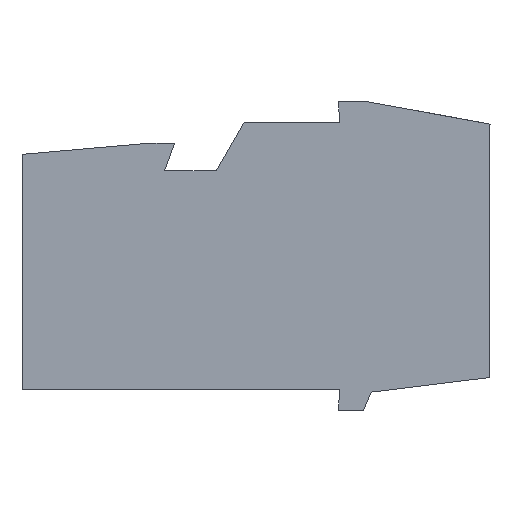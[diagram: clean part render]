
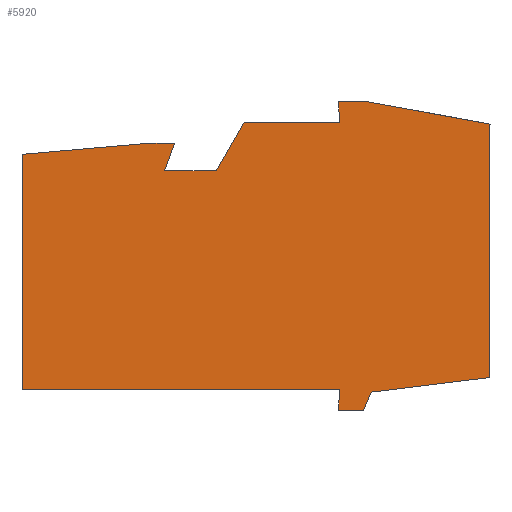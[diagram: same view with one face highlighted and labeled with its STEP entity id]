
A CAD part, left-side view. The second image highlights one B-rep face of the part: STEP entity #5920.
In plain terms, the highlighted face is planar.
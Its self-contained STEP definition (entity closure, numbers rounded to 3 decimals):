
#3930=CARTESIAN_POINT('',(-15.353,-24.313,
-22.15));
#3940=DIRECTION('',(-0.18,0.984,
0.));
#3950=VECTOR('',#3940,1.);
#3960=LINE('',#3930,#3950);
#3970=CARTESIAN_POINT('',(-15.411,-24.,
-22.15));
#3980=VERTEX_POINT('',#3970);
#3990=CARTESIAN_POINT('',(-16.7,-16.946,
-22.15));
#4000=VERTEX_POINT('',#3990);
#4010=EDGE_CURVE('',#3980,#4000,#3960,.T.);
#4390=CARTESIAN_POINT('',(-16.7,-30.358,
-22.15));
#4400=DIRECTION('',(0.,-1.,0.));
#4410=VECTOR('',#4400,1.);
#4420=LINE('',#4390,#4410);
#4430=CARTESIAN_POINT('',(-16.7,-15.241,
-22.15));
#4440=VERTEX_POINT('',#4430);
#4450=EDGE_CURVE('',#4440,#4000,#4420,.T.);
#4730=CARTESIAN_POINT('',(-8.163,-23.431,
-22.15));
#4740=DIRECTION('',(0.,0.,-1.));
#4750=DIRECTION('',(0.993,0.122,
0.));
#4760=AXIS2_PLACEMENT_3D('',#4730,#4740,#4750);
#4770=PLANE('',#4760);
#4780=ORIENTED_EDGE('',*,*,#4010,.T.);
#4790=CARTESIAN_POINT('',(-8.093,-24.,
-22.15));
#4800=DIRECTION('',(1.,0.,0.));
#4810=VECTOR('',#4800,1.);
#4820=LINE('',#4790,#4810);
#4830=CARTESIAN_POINT('',(-0.789,-24.,
-22.15));
#4840=VERTEX_POINT('',#4830);
#4850=EDGE_CURVE('',#3980,#4840,#4820,.T.);
#4860=ORIENTED_EDGE('',*,*,#4850,.F.);
#4870=CARTESIAN_POINT('',(-0.621,-22.627,
-22.15));
#4880=DIRECTION('',(0.122,0.993,
0.));
#4890=VECTOR('',#4880,1.);
#4900=LINE('',#4870,#4890);
#4910=CARTESIAN_POINT('',(0.053,-17.136,
-22.15));
#4920=VERTEX_POINT('',#4910);
#4930=EDGE_CURVE('',#4840,#4920,#4900,.T.);
#4940=ORIENTED_EDGE('',*,*,#4930,.F.);
#4950=CARTESIAN_POINT('',(-3.093,-18.472,
-22.15));
#4960=DIRECTION('',(-0.921,-0.391,
0.));
#4970=VECTOR('',#4960,1.);
#4980=LINE('',#4950,#4970);
#4990=CARTESIAN_POINT('',(1.1,-16.692,
-22.15));
#5000=VERTEX_POINT('',#4990);
#5010=EDGE_CURVE('',#5000,#4920,#4980,.T.);
#5020=ORIENTED_EDGE('',*,*,#5010,.T.);
#5030=CARTESIAN_POINT('',(1.1,-17.842,
-22.15));
#5040=DIRECTION('',(0.,-1.,0.));
#5050=VECTOR('',#5040,1.);
#5060=LINE('',#5030,#5050);
#5070=CARTESIAN_POINT('',(1.1,-15.241,
-22.15));
#5080=VERTEX_POINT('',#5070);
#5090=EDGE_CURVE('',#5080,#5000,#5060,.T.);
#5100=ORIENTED_EDGE('',*,*,#5090,.T.);
#5110=CARTESIAN_POINT('',(-3.093,-15.608,
-22.15));
#5120=DIRECTION('',(-0.996,-0.087,
0.));
#5130=VECTOR('',#5120,1.);
#5140=LINE('',#5110,#5130);
#5150=CARTESIAN_POINT('',(-0.1,-15.346,
-22.15));
#5160=VERTEX_POINT('',#5150);
#5170=EDGE_CURVE('',#5080,#5160,#5140,.T.);
#5180=ORIENTED_EDGE('',*,*,#5170,.F.);
#5190=CARTESIAN_POINT('',(-0.1,-30.358,
-22.15));
#5200=DIRECTION('',(0.,1.,0.));
#5210=VECTOR('',#5200,1.);
#5220=LINE('',#5190,#5210);
#5230=CARTESIAN_POINT('',(-0.1,3.,
-22.15));
#5240=VERTEX_POINT('',#5230);
#5250=EDGE_CURVE('',#5160,#5240,#5220,.T.);
#5260=ORIENTED_EDGE('',*,*,#5250,.F.);
#5270=CARTESIAN_POINT('',(-3.093,3.,
-22.15));
#5280=DIRECTION('',(1.,0.,0.));
#5290=VECTOR('',#5280,1.);
#5300=LINE('',#5270,#5290);
#5310=CARTESIAN_POINT('',(-13.665,3.,
-22.15));
#5320=VERTEX_POINT('',#5310);
#5330=EDGE_CURVE('',#5320,#5240,#5300,.T.);
#5340=ORIENTED_EDGE('',*,*,#5330,.T.);
#5350=CARTESIAN_POINT('',(-14.159,-2.637,
-22.15));
#5360=DIRECTION('',(-0.087,-0.996,
0.));
#5370=VECTOR('',#5360,1.);
#5380=LINE('',#5350,#5370);
#5390=CARTESIAN_POINT('',(-14.3,-4.254,
-22.15));
#5400=VERTEX_POINT('',#5390);
#5410=EDGE_CURVE('',#5320,#5400,#5380,.T.);
#5420=ORIENTED_EDGE('',*,*,#5410,.F.);
#5430=CARTESIAN_POINT('',(-14.3,-17.842,
-22.15));
#5440=DIRECTION('',(0.,-1.,0.));
#5450=VECTOR('',#5440,1.);
#5460=LINE('',#5430,#5450);
#5470=CARTESIAN_POINT('',(-14.3,-5.8,
-22.15));
#5480=VERTEX_POINT('',#5470);
#5490=EDGE_CURVE('',#5400,#5480,#5460,.T.);
#5500=ORIENTED_EDGE('',*,*,#5490,.F.);
#5510=CARTESIAN_POINT('',(-3.093,-1.721,
-22.15));
#5520=DIRECTION('',(0.94,0.342,
0.));
#5530=VECTOR('',#5520,1.);
#5540=LINE('',#5510,#5530);
#5550=CARTESIAN_POINT('',(-12.725,-5.227,
-22.15));
#5560=VERTEX_POINT('',#5550);
#5570=EDGE_CURVE('',#5480,#5560,#5540,.T.);
#5580=ORIENTED_EDGE('',*,*,#5570,.F.);
#5590=CARTESIAN_POINT('',(-12.725,-17.842,
-22.15));
#5600=DIRECTION('',(0.,1.,0.));
#5610=VECTOR('',#5600,1.);
#5620=LINE('',#5590,#5610);
#5630=CARTESIAN_POINT('',(-12.725,-8.211,
-22.15));
#5640=VERTEX_POINT('',#5630);
#5650=EDGE_CURVE('',#5640,#5560,#5620,.T.);
#5660=ORIENTED_EDGE('',*,*,#5650,.T.);
#5670=CARTESIAN_POINT('',(-3.093,-2.65,
-22.15));
#5680=DIRECTION('',(-0.866,-0.5,
0.));
#5690=VECTOR('',#5680,1.);
#5700=LINE('',#5670,#5690);
#5710=CARTESIAN_POINT('',(-15.5,-9.813,
-22.15));
#5720=VERTEX_POINT('',#5710);
#5730=EDGE_CURVE('',#5640,#5720,#5700,.T.);
#5740=ORIENTED_EDGE('',*,*,#5730,.F.);
#5750=CARTESIAN_POINT('',(-15.5,-30.358,
-22.15));
#5760=DIRECTION('',(0.,-1.,0.));
#5770=VECTOR('',#5760,1.);
#5780=LINE('',#5750,#5770);
#5790=CARTESIAN_POINT('',(-15.5,-15.346,
-22.15));
#5800=VERTEX_POINT('',#5790);
#5810=EDGE_CURVE('',#5720,#5800,#5780,.T.);
#5820=ORIENTED_EDGE('',*,*,#5810,.F.);
#5830=CARTESIAN_POINT('',(-3.093,-16.431,
-22.15));
#5840=DIRECTION('',(-0.996,0.087,
0.));
#5850=VECTOR('',#5840,1.);
#5860=LINE('',#5830,#5850);
#5870=EDGE_CURVE('',#5800,#4440,#5860,.T.);
#5880=ORIENTED_EDGE('',*,*,#5870,.F.);
#5890=ORIENTED_EDGE('',*,*,#4450,.F.);
#5900=EDGE_LOOP('',(#5890,#5880,#5820,#5740,#5660,#5580,#5500,#5420,
#5340,#5260,#5180,#5100,#5020,#4940,#4860,#4780));
#5910=FACE_OUTER_BOUND('',#5900,.T.);
#5920=ADVANCED_FACE('',(#5910),#4770,.T.);
